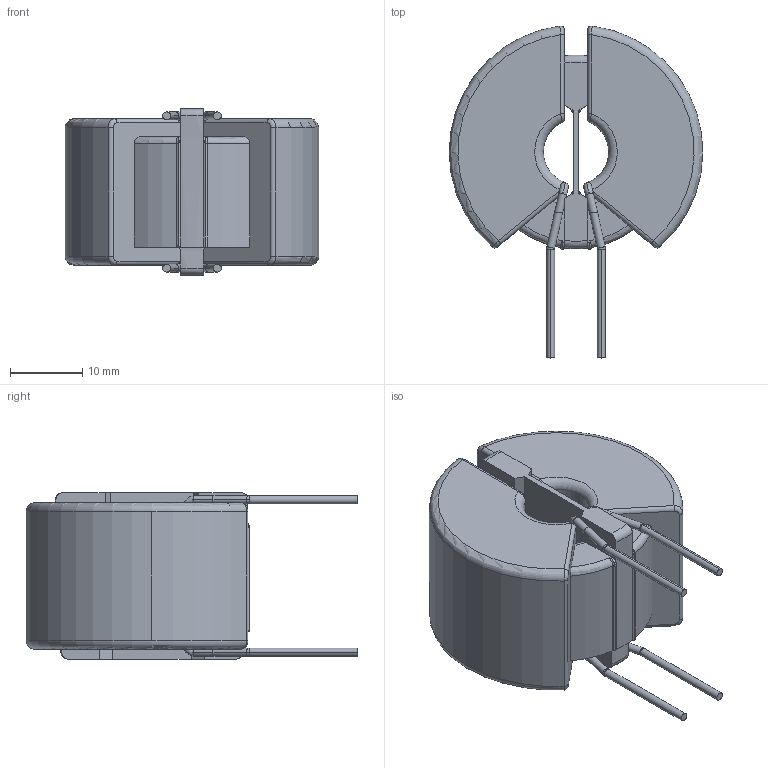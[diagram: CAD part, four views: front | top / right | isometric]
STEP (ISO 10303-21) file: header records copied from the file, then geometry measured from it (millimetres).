
FILE_DESCRIPTION (( 'STEP AP214' ), '1' );
FILE_NAME ('SC-07-650.STEP', '2019-01-30T04:47:49', ( '' ), ( '' ), 'SwSTEP 2.0', 'SolidWorks 2018', '' );
FILE_SCHEMA (( 'AUTOMOTIVE_DESIGN' ));
Length unit declared in the file: millimetre
Products named in the file (1): SC-07-650
Bounding box: 35 x 45.79 x 23 mm (x, y, z)
Volume: 15915.6 mm3; surface area: 6724.3 mm2
Topology: 1 solids, 1 shells, 265 faces, 748 edges, 476 vertices
Faces by surface type: plane 113, cylinder 83, torus 27, bspline 26, cone 16
Entity records: 13211 total; most frequent: CARTESIAN_POINT 3821, ORIENTED_EDGE 1496, DIRECTION 1226, EDGE_CURVE 748, VERTEX_POINT 476, AXIS2_PLACEMENT_3D 447, LINE 332, VECTOR 332
